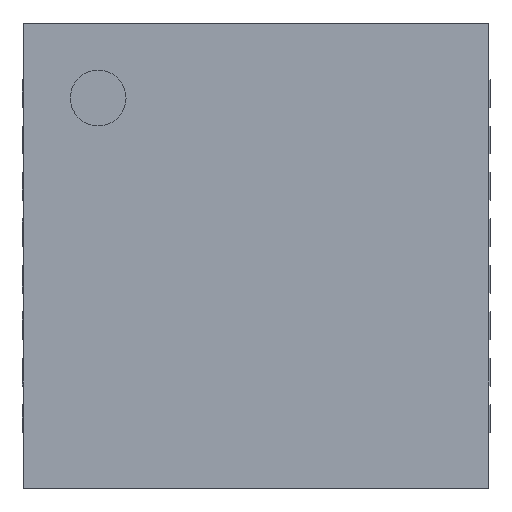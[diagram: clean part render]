
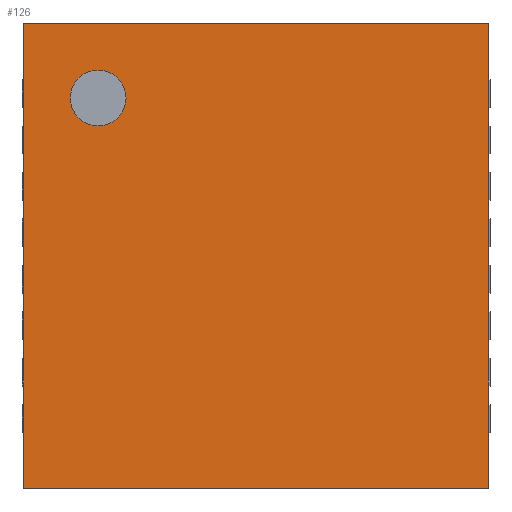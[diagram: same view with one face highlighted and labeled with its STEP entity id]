
A CAD part, top view. The second image highlights one B-rep face of the part: STEP entity #126.
In plain terms, the highlighted planar face has unit normal (0, 0, 1).
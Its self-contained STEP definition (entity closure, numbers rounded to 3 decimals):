
#13=DIRECTION('',(0.,0.,1.));
#14=DIRECTION('',(1.,0.,0.));
#85=VERTEX_POINT('',#86);
#86=CARTESIAN_POINT('',(-2.5,-2.5,0.97));
#94=VECTOR('',#95,1.);
#95=DIRECTION('',(0.,1.,0.));
#98=VERTEX_POINT('',#99);
#99=CARTESIAN_POINT('',(-2.5,2.5,0.97));
#101=ORIENTED_EDGE('',*,*,#102,.F.);
#102=EDGE_CURVE('',#85,#98,#103,.T.);
#103=LINE('',#86,#94);
#114=VECTOR('',#14,1.);
#116=ORIENTED_EDGE('',*,*,#117,.T.);
#117=EDGE_CURVE('',#85,#118,#120,.T.);
#118=VERTEX_POINT('',#119);
#119=CARTESIAN_POINT('',(2.5,-2.5,0.97));
#120=LINE('',#86,#114);
#126=ADVANCED_FACE('',(#127,#137),#148,.T.);
#127=FACE_BOUND('',#128,.T.);
#128=EDGE_LOOP('',(#101,#116,#129,#134));
#129=ORIENTED_EDGE('',*,*,#130,.T.);
#130=EDGE_CURVE('',#118,#131,#133,.T.);
#131=VERTEX_POINT('',#132);
#132=CARTESIAN_POINT('',(2.5,2.5,0.97));
#133=LINE('',#119,#94);
#134=ORIENTED_EDGE('',*,*,#135,.F.);
#135=EDGE_CURVE('',#98,#131,#136,.T.);
#136=LINE('',#99,#114);
#137=FACE_BOUND('',#138,.T.);
#138=EDGE_LOOP('',(#139));
#139=ORIENTED_EDGE('',*,*,#140,.T.);
#140=EDGE_CURVE('',#141,#141,#143,.T.);
#141=VERTEX_POINT('',#142);
#142=CARTESIAN_POINT('',(-2.,1.7,0.97));
#143=CIRCLE('',#144,0.3);
#144=AXIS2_PLACEMENT_3D('',#145,#146,#147);
#145=CARTESIAN_POINT('',(-1.7,1.7,0.97));
#146=DIRECTION('',(0.,0.,-1.));
#147=DIRECTION('',(-1.,0.,0.));
#148=PLANE('',#149);
#149=AXIS2_PLACEMENT_3D('',#86,#13,#14);
